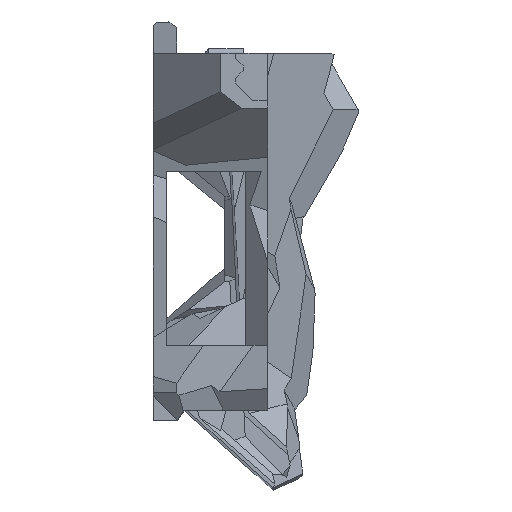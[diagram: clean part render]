
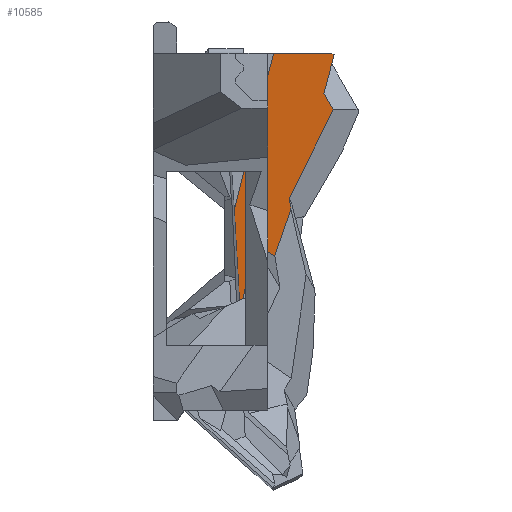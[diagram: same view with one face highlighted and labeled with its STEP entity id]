
A CAD part, left-side view. The second image highlights one B-rep face of the part: STEP entity #10585.
In plain terms, the highlighted planar face has unit normal (-0.997, 0.052, -0.056).
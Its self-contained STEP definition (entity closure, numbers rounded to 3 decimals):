
#749=FACE_OUTER_BOUND('',#1318,.T.);
#1318=EDGE_LOOP('',(#9090,#9091,#9092,#9093,#9094,#9095,#9096,#9097,#9098,
#9099,#9100));
#2001=LINE('',#15756,#3274);
#2022=LINE('',#15864,#3295);
#2044=LINE('',#15909,#3317);
#2552=LINE('',#17574,#3825);
#2574=LINE('',#17615,#3847);
#2618=LINE('',#17697,#3891);
#2619=LINE('',#17699,#3892);
#2620=LINE('',#17700,#3893);
#2621=LINE('',#17702,#3894);
#2622=LINE('',#17704,#3895);
#2623=LINE('',#17705,#3896);
#3274=VECTOR('',#12232,10.);
#3295=VECTOR('',#12295,10.);
#3317=VECTOR('',#12329,10.);
#3825=VECTOR('',#13417,10.);
#3847=VECTOR('',#13449,10.);
#3891=VECTOR('',#13523,10.);
#3892=VECTOR('',#13524,10.);
#3893=VECTOR('',#13525,10.);
#3894=VECTOR('',#13526,10.);
#3895=VECTOR('',#13527,10.);
#3896=VECTOR('',#13528,10.);
#4491=VERTEX_POINT('',#15753);
#4492=VERTEX_POINT('',#15755);
#4511=VERTEX_POINT('',#15863);
#4528=VERTEX_POINT('',#15908);
#4939=VERTEX_POINT('',#17571);
#4940=VERTEX_POINT('',#17573);
#4953=VERTEX_POINT('',#17612);
#4954=VERTEX_POINT('',#17614);
#4978=VERTEX_POINT('',#17698);
#4979=VERTEX_POINT('',#17701);
#4980=VERTEX_POINT('',#17703);
#5652=EDGE_CURVE('',#4491,#4492,#2001,.T.);
#5683=EDGE_CURVE('',#4511,#4492,#2022,.T.);
#5705=EDGE_CURVE('',#4511,#4528,#2044,.T.);
#6341=EDGE_CURVE('',#4939,#4940,#2552,.T.);
#6363=EDGE_CURVE('',#4953,#4954,#2574,.T.);
#6407=EDGE_CURVE('',#4954,#4491,#2618,.T.);
#6408=EDGE_CURVE('',#4978,#4953,#2619,.T.);
#6409=EDGE_CURVE('',#4978,#4940,#2620,.T.);
#6410=EDGE_CURVE('',#4979,#4939,#2621,.T.);
#6411=EDGE_CURVE('',#4980,#4979,#2622,.T.);
#6412=EDGE_CURVE('',#4528,#4980,#2623,.T.);
#9090=ORIENTED_EDGE('',*,*,#6407,.F.);
#9091=ORIENTED_EDGE('',*,*,#6363,.F.);
#9092=ORIENTED_EDGE('',*,*,#6408,.F.);
#9093=ORIENTED_EDGE('',*,*,#6409,.T.);
#9094=ORIENTED_EDGE('',*,*,#6341,.F.);
#9095=ORIENTED_EDGE('',*,*,#6410,.F.);
#9096=ORIENTED_EDGE('',*,*,#6411,.F.);
#9097=ORIENTED_EDGE('',*,*,#6412,.F.);
#9098=ORIENTED_EDGE('',*,*,#5705,.F.);
#9099=ORIENTED_EDGE('',*,*,#5683,.T.);
#9100=ORIENTED_EDGE('',*,*,#5652,.F.);
#10066=PLANE('',#11253);
#10585=ADVANCED_FACE('',(#749),#10066,.F.);
#11253=AXIS2_PLACEMENT_3D('',#17696,#13521,#13522);
#12232=DIRECTION('',(-0.052,-0.999,0.));
#12295=DIRECTION('',(0.018,0.871,0.49));
#12329=DIRECTION('',(0.068,0.258,-0.964));
#13417=DIRECTION('',(0.07,0.326,-0.943));
#13449=DIRECTION('',(-0.053,0.057,0.997));
#13521=DIRECTION('center_axis',(0.997,-0.052,0.056));
#13522=DIRECTION('ref_axis',(0.056,0.,-0.998));
#13523=DIRECTION('',(-0.067,-0.244,0.968));
#13524=DIRECTION('',(0.066,0.21,-0.975));
#13525=DIRECTION('',(-0.019,-0.877,-0.48));
#13526=DIRECTION('',(0.048,-0.143,-0.989));
#13527=DIRECTION('',(0.073,0.444,-0.893));
#13528=DIRECTION('',(0.022,-0.502,-0.865));
#15753=CARTESIAN_POINT('',(25.415,-0.765,61.5));
#15755=CARTESIAN_POINT('',(25.026,-8.2,61.5));
#15756=CARTESIAN_POINT('',(25.25,-3.924,61.5));
#15863=CARTESIAN_POINT('',(25.02,-8.507,61.327));
#15864=CARTESIAN_POINT('',(24.901,-14.261,58.09));
#15908=CARTESIAN_POINT('',(25.366,-7.182,56.382));
#15909=CARTESIAN_POINT('',(25.152,-8.001,59.438));
#17571=CARTESIAN_POINT('',(26.413,-2.979,41.635));
#17573=CARTESIAN_POINT('',(26.854,-0.924,35.684));
#17574=CARTESIAN_POINT('',(26.431,-2.894,41.387));
#17612=CARTESIAN_POINT('',(27.487,3.497,28.515));
#17614=CARTESIAN_POINT('',(26.792,4.243,41.61));
#17615=CARTESIAN_POINT('',(27.635,3.338,25.731));
#17696=CARTESIAN_POINT('Origin',(25.873,-3.598,50.688));
#17697=CARTESIAN_POINT('',(25.802,0.643,55.908));
#17698=CARTESIAN_POINT('',(26.91,1.647,37.089));
#17699=CARTESIAN_POINT('',(26.64,0.783,41.095));
#17700=CARTESIAN_POINT('',(26.874,-0.029,36.173));
#17701=CARTESIAN_POINT('',(26.346,-2.78,43.009));
#17702=CARTESIAN_POINT('',(25.718,-0.901,55.972));
#17703=CARTESIAN_POINT('',(25.42,-8.389,54.301));
#17704=CARTESIAN_POINT('',(25.515,-7.812,53.14));
#17705=CARTESIAN_POINT('',(25.358,-6.998,56.699));
